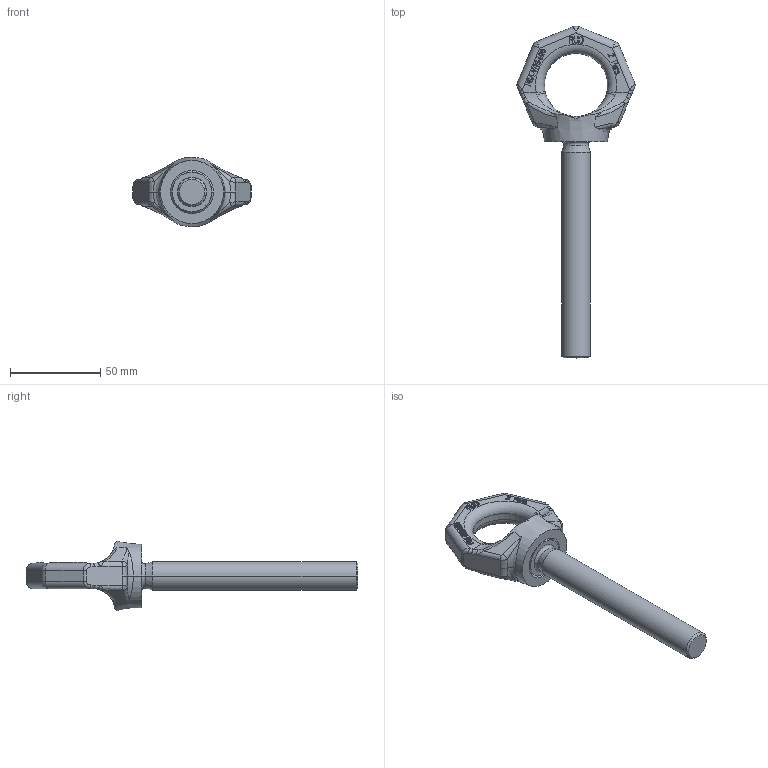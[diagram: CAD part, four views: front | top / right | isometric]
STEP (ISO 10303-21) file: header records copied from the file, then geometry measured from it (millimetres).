
FILE_DESCRIPTION((''),'2;1');
FILE_NAME('001-M33369-P97_ASM','2009-06-16T',('jakubetz'),('RAND'),'PRO/ENGINEER BY PARAMETRIC TECHNOLOGY CORPORATION, 2005030','PRO/ENGINEER BY PARAMETRIC TECHNOLOGY CORPORATION, 2005030','');
FILE_SCHEMA(('CONFIG_CONTROL_DESIGN'));
Length unit declared in the file: millimetre
Products named in the file (3): 001-M33369-P91; 001-M33369-P96; 001-M33369-P97_ASM
Assembly tree (2 placements, depth 2):
  001-M33369-P97_ASM
    001-M33369-P91
    001-M33369-P96
Bounding box: 65.68 x 184.17 x 38.35 mm (x, y, z)
Volume: 60642.5 mm3; surface area: 18610.1 mm2
Topology: 2 solids, 2 shells, 656 faces, 1801 edges, 1168 vertices
Faces by surface type: plane 544, bspline 48, cylinder 38, cone 12, torus 8, sphere 6
Entity records: 23724 total; most frequent: CARTESIAN_POINT 7384, ORIENTED_EDGE 3586, DIRECTION 2991, EDGE_CURVE 1793, VECTOR 1573, LINE 1573, VERTEX_POINT 1168, AXIS2_PLACEMENT_3D 709
